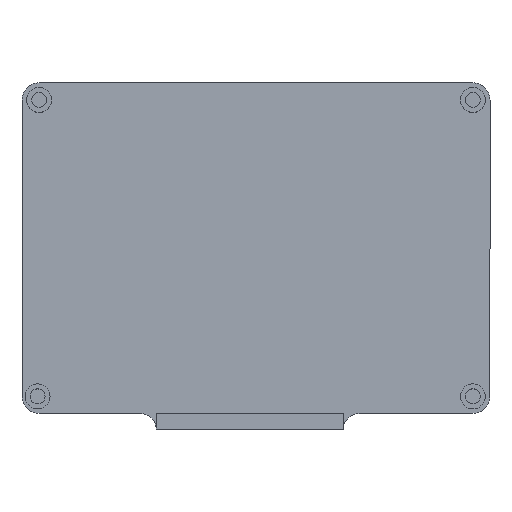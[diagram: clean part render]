
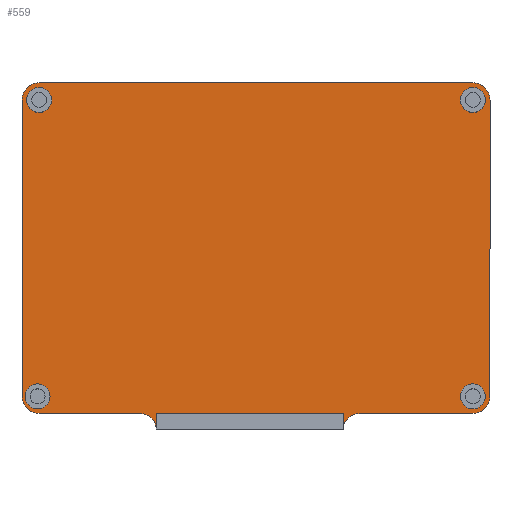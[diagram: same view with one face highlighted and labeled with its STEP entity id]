
A CAD part, top view. The second image highlights one B-rep face of the part: STEP entity #559.
In plain terms, the highlighted planar face has unit normal (0, 0, 1).
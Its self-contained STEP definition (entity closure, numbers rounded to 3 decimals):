
#20=FACE_BOUND('',#103,.T.);
#21=FACE_BOUND('',#104,.T.);
#22=FACE_BOUND('',#105,.T.);
#23=FACE_BOUND('',#106,.T.);
#35=PLANE('',#621);
#61=FACE_OUTER_BOUND('',#102,.T.);
#102=EDGE_LOOP('',(#437,#438,#439,#440,#441,#442,#443,#444,#445,#446,#447,
#448,#449,#450));
#103=EDGE_LOOP('',(#451));
#104=EDGE_LOOP('',(#452));
#105=EDGE_LOOP('',(#453));
#106=EDGE_LOOP('',(#454));
#137=LINE('',#878,#181);
#140=LINE('',#884,#184);
#147=LINE('',#898,#191);
#151=LINE('',#904,#195);
#154=LINE('',#910,#198);
#157=LINE('',#929,#201);
#158=LINE('',#934,#202);
#159=LINE('',#937,#203);
#181=VECTOR('',#697,10.);
#184=VECTOR('',#702,10.);
#191=VECTOR('',#713,10.);
#195=VECTOR('',#721,10.);
#198=VECTOR('',#726,10.);
#201=VECTOR('',#747,10.);
#202=VECTOR('',#752,10.);
#203=VECTOR('',#755,10.);
#223=CIRCLE('',#602,5.);
#225=CIRCLE('',#605,5.);
#230=CIRCLE('',#619,4.);
#231=CIRCLE('',#622,5.5);
#232=CIRCLE('',#623,5.5);
#233=CIRCLE('',#624,5.5);
#234=CIRCLE('',#625,5.5);
#235=CIRCLE('',#626,4.);
#236=CIRCLE('',#627,4.);
#237=CIRCLE('',#628,4.);
#255=VERTEX_POINT('',#859);
#256=VERTEX_POINT('',#860);
#259=VERTEX_POINT('',#868);
#260=VERTEX_POINT('',#869);
#263=VERTEX_POINT('',#877);
#265=VERTEX_POINT('',#883);
#270=VERTEX_POINT('',#897);
#272=VERTEX_POINT('',#908);
#276=VERTEX_POINT('',#920);
#277=VERTEX_POINT('',#925);
#278=VERTEX_POINT('',#926);
#279=VERTEX_POINT('',#928);
#280=VERTEX_POINT('',#931);
#281=VERTEX_POINT('',#933);
#282=VERTEX_POINT('',#935);
#283=VERTEX_POINT('',#938);
#284=VERTEX_POINT('',#940);
#285=VERTEX_POINT('',#942);
#307=EDGE_CURVE('',#255,#256,#223,.F.);
#311=EDGE_CURVE('',#259,#260,#225,.T.);
#315=EDGE_CURVE('',#263,#260,#137,.T.);
#318=EDGE_CURVE('',#265,#259,#140,.T.);
#325=EDGE_CURVE('',#255,#270,#147,.T.);
#329=EDGE_CURVE('',#265,#270,#151,.T.);
#332=EDGE_CURVE('',#256,#272,#154,.T.);
#338=EDGE_CURVE('',#276,#276,#230,.T.);
#339=EDGE_CURVE('',#277,#278,#231,.T.);
#340=EDGE_CURVE('',#278,#279,#157,.T.);
#341=EDGE_CURVE('',#279,#263,#232,.T.);
#342=EDGE_CURVE('',#272,#280,#233,.T.);
#343=EDGE_CURVE('',#280,#281,#158,.T.);
#344=EDGE_CURVE('',#281,#282,#234,.T.);
#345=EDGE_CURVE('',#282,#277,#159,.T.);
#346=EDGE_CURVE('',#283,#283,#235,.T.);
#347=EDGE_CURVE('',#284,#284,#236,.T.);
#348=EDGE_CURVE('',#285,#285,#237,.T.);
#437=ORIENTED_EDGE('',*,*,#339,.T.);
#438=ORIENTED_EDGE('',*,*,#340,.T.);
#439=ORIENTED_EDGE('',*,*,#341,.T.);
#440=ORIENTED_EDGE('',*,*,#315,.T.);
#441=ORIENTED_EDGE('',*,*,#311,.F.);
#442=ORIENTED_EDGE('',*,*,#318,.F.);
#443=ORIENTED_EDGE('',*,*,#329,.T.);
#444=ORIENTED_EDGE('',*,*,#325,.F.);
#445=ORIENTED_EDGE('',*,*,#307,.T.);
#446=ORIENTED_EDGE('',*,*,#332,.T.);
#447=ORIENTED_EDGE('',*,*,#342,.T.);
#448=ORIENTED_EDGE('',*,*,#343,.T.);
#449=ORIENTED_EDGE('',*,*,#344,.T.);
#450=ORIENTED_EDGE('',*,*,#345,.T.);
#451=ORIENTED_EDGE('',*,*,#346,.T.);
#452=ORIENTED_EDGE('',*,*,#347,.T.);
#453=ORIENTED_EDGE('',*,*,#348,.T.);
#454=ORIENTED_EDGE('',*,*,#338,.T.);
#559=ADVANCED_FACE('',(#61,#20,#21,#22,#23),#35,.F.);
#602=AXIS2_PLACEMENT_3D('',#861,#681,#682);
#605=AXIS2_PLACEMENT_3D('',#870,#689,#690);
#619=AXIS2_PLACEMENT_3D('',#922,#739,#740);
#621=AXIS2_PLACEMENT_3D('',#924,#743,#744);
#622=AXIS2_PLACEMENT_3D('',#927,#745,#746);
#623=AXIS2_PLACEMENT_3D('',#930,#748,#749);
#624=AXIS2_PLACEMENT_3D('',#932,#750,#751);
#625=AXIS2_PLACEMENT_3D('',#936,#753,#754);
#626=AXIS2_PLACEMENT_3D('',#939,#756,#757);
#627=AXIS2_PLACEMENT_3D('',#941,#758,#759);
#628=AXIS2_PLACEMENT_3D('',#943,#760,#761);
#681=DIRECTION('center_axis',(0.,0.,1.));
#682=DIRECTION('ref_axis',(-0.707,0.707,0.));
#689=DIRECTION('center_axis',(0.,0.,1.));
#690=DIRECTION('ref_axis',(0.707,0.707,0.));
#697=DIRECTION('',(1.,0.,0.));
#702=DIRECTION('',(0.,-1.,0.));
#713=DIRECTION('',(0.,1.,0.));
#721=DIRECTION('',(1.,0.,0.));
#726=DIRECTION('',(1.,0.,0.));
#739=DIRECTION('center_axis',(0.,0.,-1.));
#740=DIRECTION('ref_axis',(-1.,0.,0.));
#743=DIRECTION('center_axis',(0.,0.,-1.));
#744=DIRECTION('ref_axis',(1.,0.,0.));
#745=DIRECTION('center_axis',(0.,0.,1.));
#746=DIRECTION('ref_axis',(-1.,0.,0.));
#747=DIRECTION('',(0.,-1.,0.));
#748=DIRECTION('center_axis',(0.,0.,1.));
#749=DIRECTION('ref_axis',(0.,-1.,0.));
#750=DIRECTION('center_axis',(0.,0.,1.));
#751=DIRECTION('ref_axis',(1.,0.,0.));
#752=DIRECTION('',(0.,1.,0.));
#753=DIRECTION('center_axis',(0.,0.,1.));
#754=DIRECTION('ref_axis',(0.,1.,0.));
#755=DIRECTION('',(-1.,0.,0.));
#756=DIRECTION('center_axis',(0.,0.,-1.));
#757=DIRECTION('ref_axis',(-1.,0.,0.));
#758=DIRECTION('center_axis',(0.,0.,-1.));
#759=DIRECTION('ref_axis',(-1.,0.,0.));
#760=DIRECTION('center_axis',(0.,0.,-1.));
#761=DIRECTION('ref_axis',(-1.,0.,0.));
#859=CARTESIAN_POINT('',(-41.504,-10.5,1.394));
#860=CARTESIAN_POINT('',(-36.504,-5.5,1.394));
#861=CARTESIAN_POINT('Origin',(-36.504,-10.5,1.394));
#868=CARTESIAN_POINT('',(-101.504,-10.5,1.394));
#869=CARTESIAN_POINT('',(-106.504,-5.5,1.394));
#870=CARTESIAN_POINT('Origin',(-106.504,-10.5,1.394));
#877=CARTESIAN_POINT('',(-139.,-5.5,1.394));
#878=CARTESIAN_POINT('',(-139.,-5.5,1.394));
#883=CARTESIAN_POINT('',(-101.504,-5.5,1.394));
#884=CARTESIAN_POINT('',(-101.504,20.994,1.394));
#897=CARTESIAN_POINT('',(-41.504,-5.5,1.394));
#898=CARTESIAN_POINT('',(-41.504,20.994,1.394));
#904=CARTESIAN_POINT('',(-139.,-5.5,1.394));
#908=CARTESIAN_POINT('',(-0.026,-5.5,1.394));
#910=CARTESIAN_POINT('',(-139.,-5.5,1.394));
#920=CARTESIAN_POINT('',(3.974,0.,1.394));
#922=CARTESIAN_POINT('Origin',(-0.026,0.,
1.394));
#924=CARTESIAN_POINT('Origin',(-69.513,47.487,1.394));
#925=CARTESIAN_POINT('',(-139.,100.474,1.394));
#926=CARTESIAN_POINT('',(-144.5,94.974,1.394));
#927=CARTESIAN_POINT('Origin',(-139.,94.974,1.394));
#928=CARTESIAN_POINT('',(-144.5,0.,1.394));
#929=CARTESIAN_POINT('',(-144.5,94.974,1.394));
#930=CARTESIAN_POINT('Origin',(-139.,0.,1.394));
#931=CARTESIAN_POINT('',(5.474,0.,1.394));
#932=CARTESIAN_POINT('Origin',(-0.026,0.,
1.394));
#933=CARTESIAN_POINT('',(5.474,94.974,1.394));
#934=CARTESIAN_POINT('',(5.474,0.,1.394));
#935=CARTESIAN_POINT('',(-0.026,100.474,1.394));
#936=CARTESIAN_POINT('Origin',(-0.026,94.974,1.394));
#937=CARTESIAN_POINT('',(-0.026,100.474,1.394));
#938=CARTESIAN_POINT('',(-135.,94.974,1.394));
#939=CARTESIAN_POINT('Origin',(-139.,94.974,1.394));
#940=CARTESIAN_POINT('',(-135.5,0.,1.394));
#941=CARTESIAN_POINT('Origin',(-139.5,0.,1.394));
#942=CARTESIAN_POINT('',(3.974,94.974,1.394));
#943=CARTESIAN_POINT('Origin',(-0.026,94.974,1.394));
